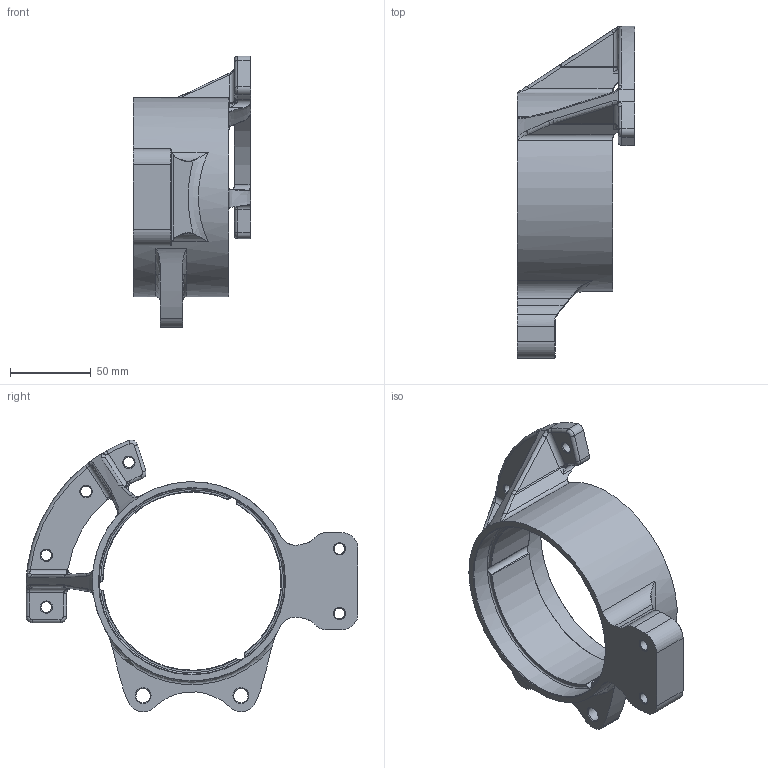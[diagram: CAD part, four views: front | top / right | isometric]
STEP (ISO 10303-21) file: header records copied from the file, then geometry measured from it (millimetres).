
FILE_DESCRIPTION(/* description */ ('STEP AP242','CAx-IF Rec.Pracs.---Representation and Presentation of Product Manufacturing Information (PMI)---4.0---2014-10-13','CAx-IF Rec.Pracs.---3D Tessellated Geometry---0.4---2014-09-14','2;1'),/* implementation_level */ '2;1');
FILE_NAME(/* name */ '66863e42b4807119c5bde427',/* time_stamp */ '2024-07-04T06:16:35Z',/* author */ (''),/* organization */ (''),/* preprocessor_version */ 'ST-DEVELOPER v20',/* originating_system */ ' ',/* authorisation */ ' ');
FILE_SCHEMA (('AP242_MANAGED_MODEL_BASED_3D_ENGINEERING_MIM_LF { 1 0 10303 442 1 1 4 }'));
Length unit declared in the file: millimetre
Products named in the file (1): Rear_Upright v10 v8 v10_Rear_Upright v10 v8 v10 v1
Bounding box: 72.35 x 205 x 167.75 mm (x, y, z)
Volume: 252067.3 mm3; surface area: 73730.3 mm2
Topology: 1 solids, 1 shells, 226 faces, 572 edges, 343 vertices
Faces by surface type: cylinder 67, bspline 61, plane 45, cone 31, torus 18, sphere 4
Full cylindrical faces by diameter (mm): 6.6 x6, 8.8 x2, 115 x2
Entity records: 9563 total; most frequent: CARTESIAN_POINT 4672, ORIENTED_EDGE 1070, DIRECTION 874, EDGE_CURVE 535, AXIS2_PLACEMENT_3D 358, VERTEX_POINT 338, EDGE_LOOP 273, FACE_BOUND 273
